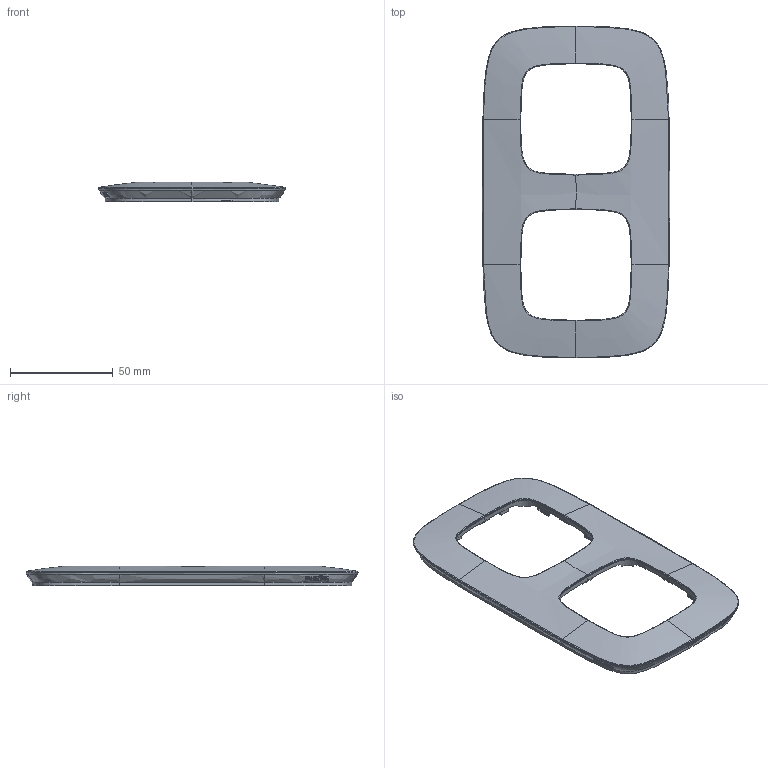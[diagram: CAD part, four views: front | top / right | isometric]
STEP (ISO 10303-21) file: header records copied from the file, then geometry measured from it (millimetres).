
FILE_DESCRIPTION(('CATIA V5 STEP Exchange','CAx-IF Rec.Pracs.--- Model Styling and Organization---1.4--- 2014-01-23'),'2;1');
FILE_NAME('754302_AllCATPart.stp','2020-02-18T08:03:43+00:00',('none'),('none'),'CATIA Version 5-6 Release 2017 SP3','CATIA V5 STEP AP214','none');
FILE_SCHEMA(('AUTOMOTIVE_DESIGN { 1 0 10303 214 1 1 1 1 }'));
Products named in the file (1): 754302_AllCATPart
Bounding box: 91.25 x 161.75 x 9.47 mm (x, y, z)
Volume: 28981.4 mm3; surface area: 39683.2 mm2
Topology: 1 solids, 1 shells, 3315 faces, 9103 edges, 5833 vertices
Faces by surface type: plane 1690, cylinder 654, bspline 590, extrusion 207, cone 120, sphere 54
Entity records: 177788 total; most frequent: CARTESIAN_POINT 108206, ORIENTED_EDGE 18102, EDGE_CURVE 9051, DIRECTION 7617, VERTEX_POINT 5833, B_SPLINE_CURVE_WITH_KNOTS 5598, EDGE_LOOP 3476, ADVANCED_FACE 3315
